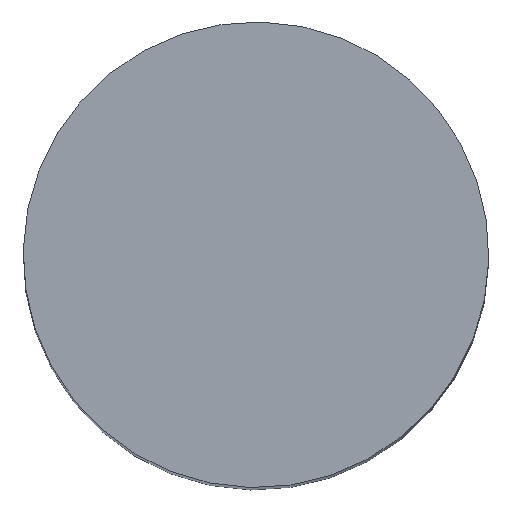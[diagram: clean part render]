
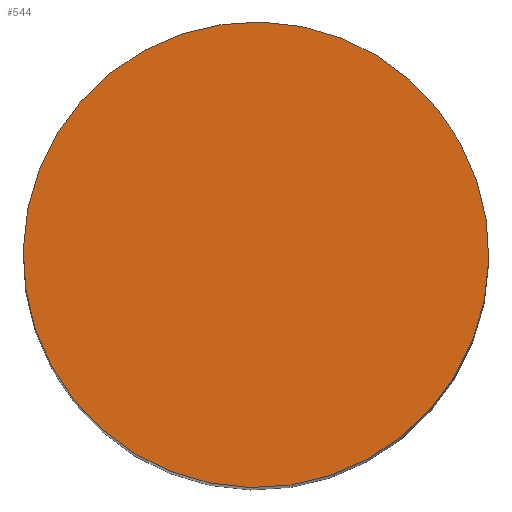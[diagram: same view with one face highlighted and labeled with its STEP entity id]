
A CAD part, top view. The second image highlights one B-rep face of the part: STEP entity #544.
In plain terms, the highlighted planar face has unit normal (0, 0, 1).
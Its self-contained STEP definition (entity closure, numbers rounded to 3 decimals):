
#260=CARTESIAN_POINT('',(0.,0.,120.));
#261=DIRECTION('',(0.,0.,1.));
#262=DIRECTION('',(0.878,0.479,0.));
#263=AXIS2_PLACEMENT_3D('',#260,#261,#262);
#268=CARTESIAN_POINT('',(0.,0.,120.));
#269=DIRECTION('',(0.,0.,1.));
#270=DIRECTION('',(-0.878,-0.479,0.));
#271=AXIS2_PLACEMENT_3D('',#268,#269,#270);
#276=CARTESIAN_POINT('',(0.,0.,120.));
#277=DIRECTION('',(0.,0.,1.));
#278=DIRECTION('',(-0.479,0.878,0.));
#279=AXIS2_PLACEMENT_3D('',#276,#277,#278);
#316=CARTESIAN_POINT('',(-4.794,8.776,120.));
#318=VERTEX_POINT('',#316);
#320=CARTESIAN_POINT('',(8.776,4.794,120.));
#321=VERTEX_POINT('',#320);
#322=CARTESIAN_POINT('',(-8.776,-4.794,120.));
#323=VERTEX_POINT('',#322);
#534=CARTESIAN_POINT('',(-10.,0.,120.));
#535=DIRECTION('',(0.,0.,1.));
#536=DIRECTION('',(1.,0.,0.));
#537=AXIS2_PLACEMENT_3D('',#534,#535,#536);
#538=PLANE('',#537);
#539=ORIENTED_EDGE('',*,*,#526,.F.);
#540=ORIENTED_EDGE('',*,*,#509,.F.);
#541=ORIENTED_EDGE('',*,*,#507,.F.);
#542=EDGE_LOOP('',(#539,#540,#541));
#543=FACE_OUTER_BOUND('',#542,.F.);
#264=CIRCLE('',#263,10.);
#272=CIRCLE('',#271,10.);
#280=CIRCLE('',#279,10.);
#507=EDGE_CURVE('',#318,#323,#280,.T.);
#509=EDGE_CURVE('',#323,#321,#272,.T.);
#526=EDGE_CURVE('',#321,#318,#264,.T.);
#544=ADVANCED_FACE('',(#543),#538,.T.);
